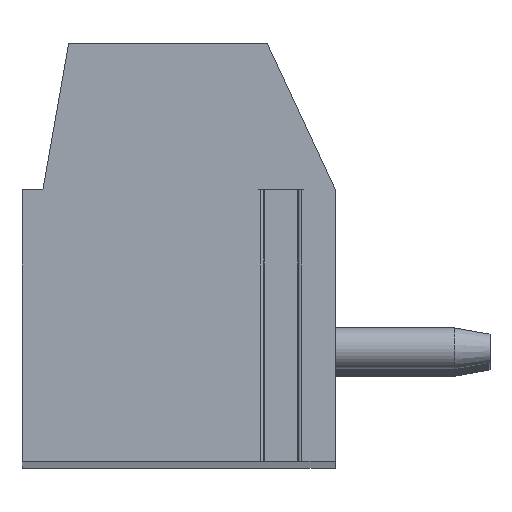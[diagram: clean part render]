
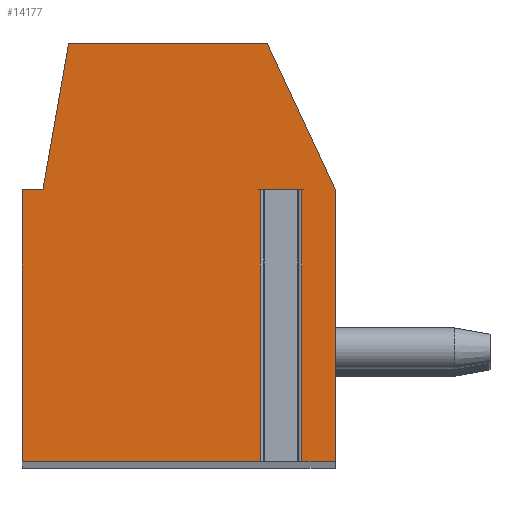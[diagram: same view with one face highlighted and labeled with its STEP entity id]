
A CAD part, top view. The second image highlights one B-rep face of the part: STEP entity #14177.
In plain terms, the highlighted planar face has unit normal (0, 0, 1).
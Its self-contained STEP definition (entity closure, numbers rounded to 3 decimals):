
#161=DIRECTION('',(-1.,0.,0.));
#162=VECTOR('',#161,0.996);
#163=CARTESIAN_POINT('',(2.948,1.5,92.5));
#164=LINE('',#163,#162);
#165=DIRECTION('',(0.,-1.,0.));
#166=VECTOR('',#165,6.5);
#167=CARTESIAN_POINT('',(1.952,1.5,92.5));
#168=LINE('',#167,#166);
#169=DIRECTION('',(1.,0.,0.));
#170=VECTOR('',#169,5.702);
#171=CARTESIAN_POINT('',(-3.75,-5.,92.5));
#172=LINE('',#171,#170);
#173=DIRECTION('',(0.,-1.,0.));
#174=VECTOR('',#173,6.5);
#175=CARTESIAN_POINT('',(-3.75,1.5,92.5));
#176=LINE('',#175,#174);
#177=DIRECTION('',(-1.,0.,0.));
#178=VECTOR('',#177,0.5);
#179=CARTESIAN_POINT('',(-3.25,1.5,92.5));
#180=LINE('',#179,#178);
#181=DIRECTION('',(-0.174,-0.985,0.));
#182=VECTOR('',#181,3.554);
#183=CARTESIAN_POINT('',(-2.633,5.,92.5));
#184=LINE('',#183,#182);
#185=DIRECTION('',(-1.,0.,0.));
#186=VECTOR('',#185,4.751);
#187=CARTESIAN_POINT('',(2.118,5.,92.5));
#188=LINE('',#187,#186);
#189=DIRECTION('',(-0.423,0.906,0.));
#190=VECTOR('',#189,3.862);
#191=CARTESIAN_POINT('',(3.75,1.5,92.5));
#192=LINE('',#191,#190);
#193=DIRECTION('',(0.,1.,0.));
#194=VECTOR('',#193,6.5);
#195=CARTESIAN_POINT('',(3.75,-5.,92.5));
#196=LINE('',#195,#194);
#197=DIRECTION('',(1.,0.,0.));
#198=VECTOR('',#197,0.802);
#199=CARTESIAN_POINT('',(2.948,-5.,92.5));
#200=LINE('',#199,#198);
#201=DIRECTION('',(0.,-1.,0.));
#202=VECTOR('',#201,6.5);
#203=CARTESIAN_POINT('',(2.948,1.5,92.5));
#204=LINE('',#203,#202);
#11035=CARTESIAN_POINT('',(3.75,-5.,92.5));
#11036=CARTESIAN_POINT('',(3.75,1.5,92.5));
#11037=VERTEX_POINT('',#11035);
#11038=VERTEX_POINT('',#11036);
#11039=CARTESIAN_POINT('',(2.118,5.,92.5));
#11040=VERTEX_POINT('',#11039);
#11041=CARTESIAN_POINT('',(-2.633,5.,92.5));
#11042=VERTEX_POINT('',#11041);
#11043=CARTESIAN_POINT('',(-3.25,1.5,92.5));
#11044=VERTEX_POINT('',#11043);
#11045=CARTESIAN_POINT('',(-3.75,1.5,92.5));
#11046=VERTEX_POINT('',#11045);
#11047=CARTESIAN_POINT('',(-3.75,-5.,92.5));
#11048=VERTEX_POINT('',#11047);
#11093=CARTESIAN_POINT('',(2.948,1.5,92.5));
#11094=CARTESIAN_POINT('',(1.952,1.5,92.5));
#11095=VERTEX_POINT('',#11093);
#11096=VERTEX_POINT('',#11094);
#11097=CARTESIAN_POINT('',(2.948,-5.,
92.5));
#11098=VERTEX_POINT('',#11097);
#11099=CARTESIAN_POINT('',(1.952,-5.,
92.5));
#11100=VERTEX_POINT('',#11099);
#14151=CARTESIAN_POINT('',(0.,0.,92.5));
#14152=DIRECTION('',(0.,0.,1.));
#14153=DIRECTION('',(1.,0.,0.));
#14154=AXIS2_PLACEMENT_3D('',#14151,#14152,#14153);
#14155=PLANE('',#14154);
#14157=ORIENTED_EDGE('',*,*,#14156,.T.);
#14159=ORIENTED_EDGE('',*,*,#14158,.T.);
#14160=ORIENTED_EDGE('',*,*,#14119,.F.);
#14162=ORIENTED_EDGE('',*,*,#14161,.F.);
#14164=ORIENTED_EDGE('',*,*,#14163,.F.);
#14166=ORIENTED_EDGE('',*,*,#14165,.F.);
#14168=ORIENTED_EDGE('',*,*,#14167,.F.);
#14170=ORIENTED_EDGE('',*,*,#14169,.F.);
#14172=ORIENTED_EDGE('',*,*,#14171,.F.);
#14173=ORIENTED_EDGE('',*,*,#14098,.F.);
#14174=ORIENTED_EDGE('',*,*,#14141,.F.);
#14175=EDGE_LOOP('',(#14157,#14159,#14160,#14162,#14164,#14166,#14168,#14170,
#14172,#14173,#14174));
#14176=FACE_OUTER_BOUND('',#14175,.F.);
#14098=EDGE_CURVE('',#11098,#11037,#200,.T.);
#14119=EDGE_CURVE('',#11048,#11100,#172,.T.);
#14141=EDGE_CURVE('',#11095,#11098,#204,.T.);
#14156=EDGE_CURVE('',#11095,#11096,#164,.T.);
#14158=EDGE_CURVE('',#11096,#11100,#168,.T.);
#14161=EDGE_CURVE('',#11046,#11048,#176,.T.);
#14163=EDGE_CURVE('',#11044,#11046,#180,.T.);
#14165=EDGE_CURVE('',#11042,#11044,#184,.T.);
#14167=EDGE_CURVE('',#11040,#11042,#188,.T.);
#14169=EDGE_CURVE('',#11038,#11040,#192,.T.);
#14171=EDGE_CURVE('',#11037,#11038,#196,.T.);
#14177=ADVANCED_FACE('',(#14176),#14155,.T.);
